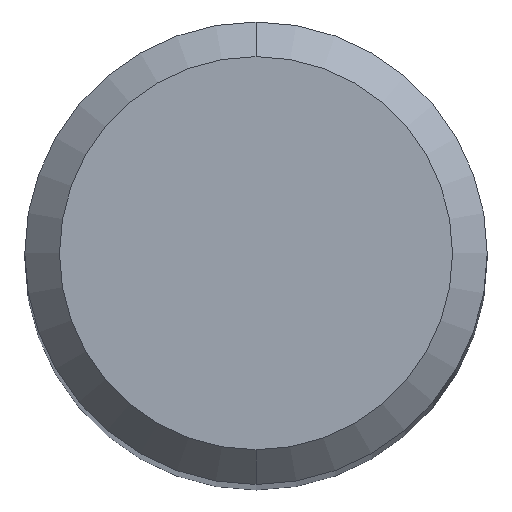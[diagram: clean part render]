
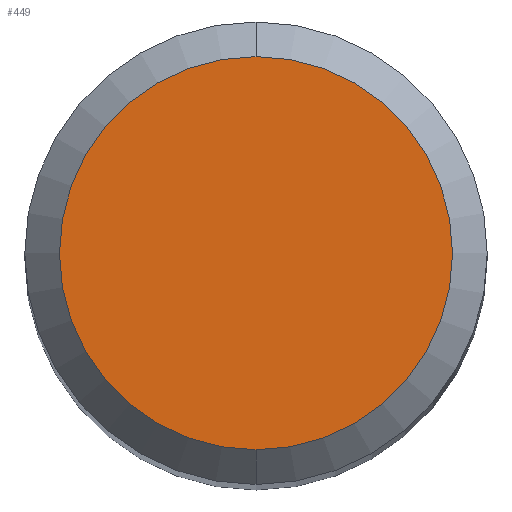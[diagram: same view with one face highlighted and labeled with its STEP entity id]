
A CAD part, top view. The second image highlights one B-rep face of the part: STEP entity #449.
In plain terms, the highlighted planar face has unit normal (0, 0, 1).
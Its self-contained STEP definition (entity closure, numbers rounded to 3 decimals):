
#375=VERTEX_POINT('',#703);
#387=EDGE_CURVE('',#411,#375,#716,.T.);
#411=VERTEX_POINT('',#744);
#435=EDGE_CURVE('',#375,#411,#768,.T.);
#449=ADVANCED_FACE('',(#784),#785,.T.);
#703=CARTESIAN_POINT('',(0.0,1.7,0.0));
#716=CIRCLE('',#1281,1.7);
#744=CARTESIAN_POINT('',(0.,-1.7,0.0));
#768=CIRCLE('',#1377,1.7);
#784=FACE_OUTER_BOUND('',#1395,.T.);
#785=PLANE('',#1396);
#1281=AXIS2_PLACEMENT_3D('',#1706,#1707,#1708);
#1377=AXIS2_PLACEMENT_3D('',#1761,#1762,#1763);
#1395=EDGE_LOOP('',(#1787,#1788));
#1396=AXIS2_PLACEMENT_3D('',#1789,#1790,#1791);
#1706=CARTESIAN_POINT('',(0.0,0.0,0.0));
#1707=DIRECTION('',(0.0,0.0,-1.0));
#1708=DIRECTION('',(0.0,1.0,0.0));
#1761=CARTESIAN_POINT('',(0.0,0.0,0.0));
#1762=DIRECTION('',(0.0,0.0,-1.0));
#1763=DIRECTION('',(0.0,1.0,0.0));
#1787=ORIENTED_EDGE('',*,*,#435,.F.);
#1788=ORIENTED_EDGE('',*,*,#387,.F.);
#1789=CARTESIAN_POINT('',(0.0,0.85,0.0));
#1790=DIRECTION('',(-0.0,0.0,1.0));
#1791=DIRECTION('',(0.0,-1.0,0.0));
